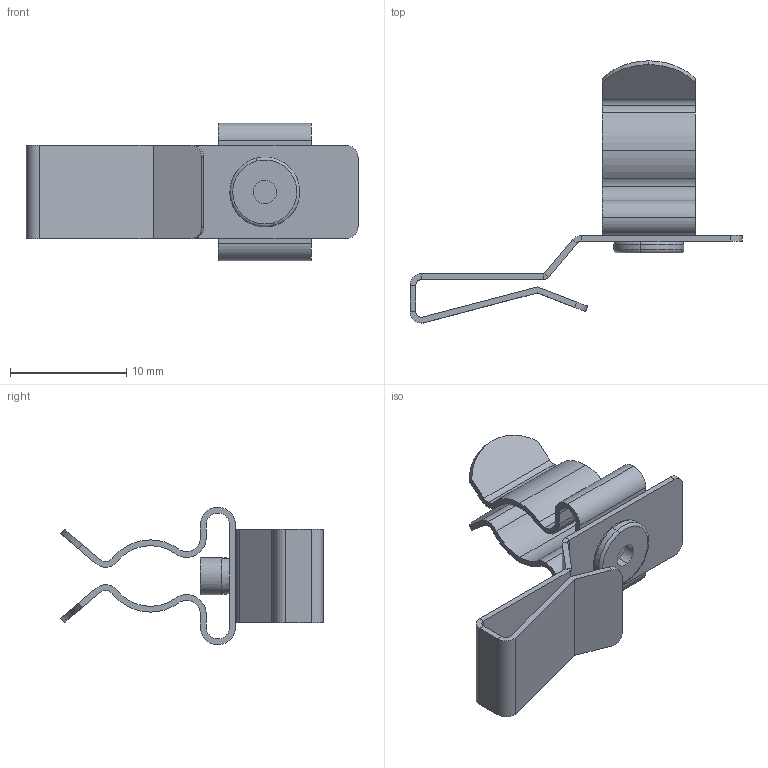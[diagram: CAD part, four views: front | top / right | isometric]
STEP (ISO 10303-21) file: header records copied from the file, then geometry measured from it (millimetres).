
FILE_DESCRIPTION(('STEP AP242'),'1');
FILE_NAME('36786_3.stp','2020-06-02T08:05:59',('TraceParts'),('TraceParts S.A.'),'Spatial InterOp 3D',' ',' ');
FILE_SCHEMA(('AP242_MANAGED_MODEL_BASED_3D_ENGINEERING_MIM_LF {1 0 10303 442 1 1 4}'));
Length unit declared in the file: millimetre
Products named in the file (1): 36786_3_1
Bounding box: 28.5 x 22.5 x 11.8 mm (x, y, z)
Volume: 423.9 mm3; surface area: 1730.1 mm2
Topology: 3 solids, 3 shells, 187 faces, 480 edges, 310 vertices
Faces by surface type: plane 93, cylinder 60, bspline 28, torus 4, cone 2
Entity records: 8819 total; most frequent: CARTESIAN_POINT 2800, ORIENTED_EDGE 960, DIRECTION 876, EDGE_CURVE 480, VERTEX_POINT 310, LINE 296, VECTOR 296, AXIS2_PLACEMENT_3D 290
